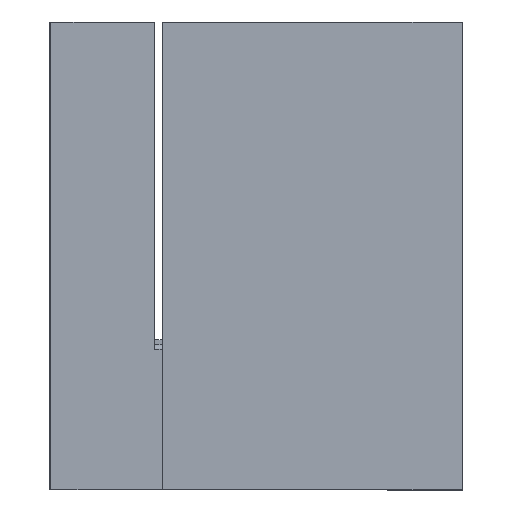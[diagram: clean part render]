
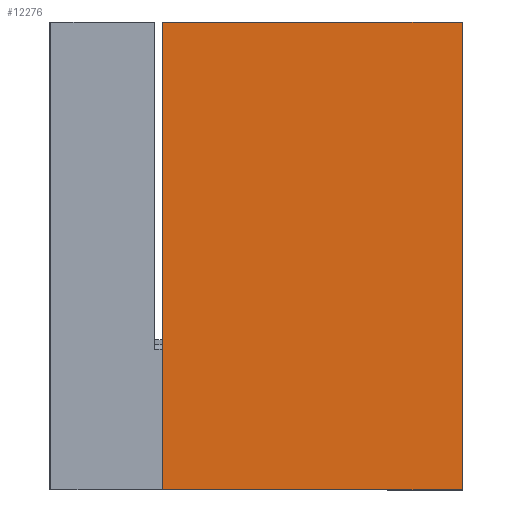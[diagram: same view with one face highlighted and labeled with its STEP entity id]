
A CAD part, left-side view. The second image highlights one B-rep face of the part: STEP entity #12276.
In plain terms, the highlighted planar face has unit normal (-1, 0, 0).
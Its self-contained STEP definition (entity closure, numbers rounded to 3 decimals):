
#418 = DIRECTION ( 'NONE',  ( 0., 0., 1. ) ) ;
#1699 = CARTESIAN_POINT ( 'NONE',  ( 2., 300., 0. ) ) ;
#1999 = ORIENTED_EDGE ( 'NONE', *, *, #2019, .F. ) ;
#2019 = EDGE_CURVE ( 'NONE', #8793, #9639, #7782, .T. ) ;
#2605 = VERTEX_POINT ( 'NONE', #5138 ) ;
#3192 = CARTESIAN_POINT ( 'NONE',  ( 2., 300., -771.106 ) ) ;
#3410 = CARTESIAN_POINT ( 'NONE',  ( 2., -1., -470. ) ) ;
#4972 = VERTEX_POINT ( 'NONE', #3410 ) ;
#5016 = DIRECTION ( 'NONE',  ( 0., 1., 0. ) ) ;
#5138 = CARTESIAN_POINT ( 'NONE',  ( 2., -1., 0. ) ) ;
#5274 = VECTOR ( 'NONE', #7608, 1000. ) ;
#5312 = EDGE_LOOP ( 'NONE', ( #15685, #15425, #8917, #1999 ) ) ;
#5631 = EDGE_CURVE ( 'NONE', #4972, #8793, #12284, .T. ) ;
#6773 = AXIS2_PLACEMENT_3D ( 'NONE', #3192, #9077, #14905 ) ;
#6825 = LINE ( 'NONE', #12652, #12951 ) ;
#7608 = DIRECTION ( 'NONE',  ( 0., -1., 0. ) ) ;
#7782 = LINE ( 'NONE', #13605, #15585 ) ;
#8793 = VERTEX_POINT ( 'NONE', #14724 ) ;
#8917 = ORIENTED_EDGE ( 'NONE', *, *, #13947, .F. ) ;
#9077 = DIRECTION ( 'NONE',  ( -1., 0., 0. ) ) ;
#9639 = VERTEX_POINT ( 'NONE', #16842 ) ;
#10509 = FACE_OUTER_BOUND ( 'NONE', #5312, .T. ) ;
#12276 = ADVANCED_FACE ( 'NONE', ( #10509 ), #16367, .T. ) ;
#12284 = LINE ( 'NONE', #18163, #15004 ) ;
#12652 = CARTESIAN_POINT ( 'NONE',  ( 2., -1., -771.106 ) ) ;
#12951 = VECTOR ( 'NONE', #18545, 1000. ) ;
#13605 = CARTESIAN_POINT ( 'NONE',  ( 2., 300., -771.106 ) ) ;
#13947 = EDGE_CURVE ( 'NONE', #9639, #2605, #14881, .T. ) ;
#14724 = CARTESIAN_POINT ( 'NONE',  ( 2., 300., -470. ) ) ;
#14881 = LINE ( 'NONE', #1699, #5274 ) ;
#14905 = DIRECTION ( 'NONE',  ( 0., -1., 0. ) ) ;
#15004 = VECTOR ( 'NONE', #5016, 1000. ) ;
#15425 = ORIENTED_EDGE ( 'NONE', *, *, #18535, .T. ) ;
#15585 = VECTOR ( 'NONE', #418, 1000. ) ;
#15685 = ORIENTED_EDGE ( 'NONE', *, *, #5631, .F. ) ;
#16367 = PLANE ( 'NONE',  #6773 ) ;
#16842 = CARTESIAN_POINT ( 'NONE',  ( 2., 300., 0. ) ) ;
#18163 = CARTESIAN_POINT ( 'NONE',  ( 2., 300., -470. ) ) ;
#18535 = EDGE_CURVE ( 'NONE', #4972, #2605, #6825, .T. ) ;
#18545 = DIRECTION ( 'NONE',  ( 0., 0., 1. ) ) ;
